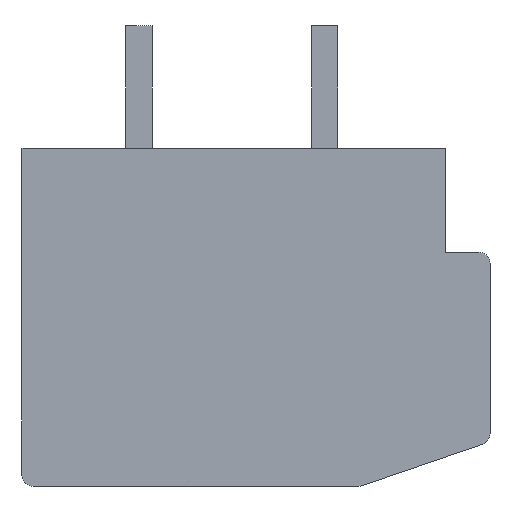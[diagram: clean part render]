
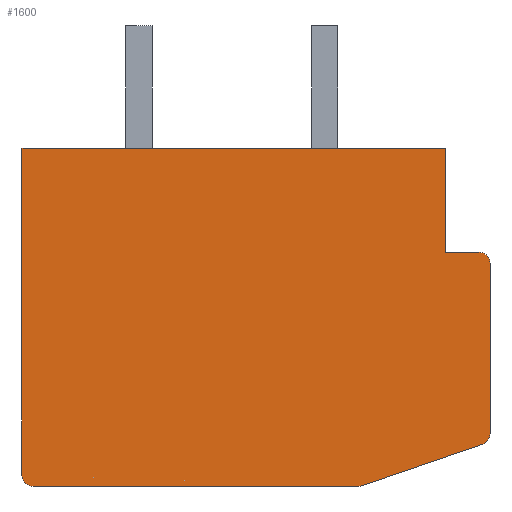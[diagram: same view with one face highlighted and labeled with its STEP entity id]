
A CAD part, front view. The second image highlights one B-rep face of the part: STEP entity #1600.
In plain terms, the highlighted planar face has unit normal (0, -1, 0).
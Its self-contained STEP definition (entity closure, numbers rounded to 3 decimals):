
#1=CARTESIAN_POINT('',(6.,-13.04,-3.136));
#2=DIRECTION('',(0.,-1.,0.));
#3=DIRECTION('',(0.324,0.,-0.946));
#4=AXIS2_PLACEMENT_3D('',#1,#2,#3);
#6=DIRECTION('',(-0.946,0.,-0.324));
#7=VECTOR('',#6,3.486);
#8=CARTESIAN_POINT('',(6.097,-13.04,-3.419));
#9=LINE('',#8,#7);
#10=DIRECTION('',(-1.,0.,0.));
#11=VECTOR('',#10,8.8);
#12=CARTESIAN_POINT('',(2.8,-13.04,-4.55));
#13=LINE('',#12,#11);
#14=CARTESIAN_POINT('',(-6.,-13.04,-4.25));
#15=DIRECTION('',(0.,-1.,0.));
#16=DIRECTION('',(-1.,0.,0.));
#17=AXIS2_PLACEMENT_3D('',#14,#15,#16);
#19=DIRECTION('',(0.,0.,1.));
#20=VECTOR('',#19,8.8);
#21=CARTESIAN_POINT('',(-6.3,-13.04,-4.25));
#22=LINE('',#21,#20);
#23=DIRECTION('',(1.,0.,0.));
#24=VECTOR('',#23,11.4);
#25=CARTESIAN_POINT('',(-6.3,-13.04,4.55));
#26=LINE('',#25,#24);
#27=DIRECTION('',(0.,0.,-1.));
#28=VECTOR('',#27,2.8);
#29=CARTESIAN_POINT('',(5.1,-13.04,4.55));
#30=LINE('',#29,#28);
#31=DIRECTION('',(1.,0.,0.));
#32=VECTOR('',#31,0.9);
#33=CARTESIAN_POINT('',(5.1,-13.04,1.75));
#34=LINE('',#33,#32);
#35=CARTESIAN_POINT('',(6.,-13.04,1.45));
#36=DIRECTION('',(0.,-1.,0.));
#37=DIRECTION('',(1.,0.,0.));
#38=AXIS2_PLACEMENT_3D('',#35,#36,#37);
#40=DIRECTION('',(0.,0.,-1.));
#41=VECTOR('',#40,4.586);
#42=CARTESIAN_POINT('',(6.3,-13.04,1.45));
#43=LINE('',#42,#41);
#1213=CARTESIAN_POINT('',(-6.3,-13.04,4.55));
#1214=CARTESIAN_POINT('',(5.1,-13.04,4.55));
#1215=VERTEX_POINT('',#1213);
#1216=VERTEX_POINT('',#1214);
#1217=CARTESIAN_POINT('',(5.1,-13.04,1.75));
#1218=VERTEX_POINT('',#1217);
#1219=CARTESIAN_POINT('',(6.097,-13.04,-3.419));
#1220=CARTESIAN_POINT('',(6.3,-13.04,-3.136));
#1221=VERTEX_POINT('',#1219);
#1222=VERTEX_POINT('',#1220);
#1223=CARTESIAN_POINT('',(6.3,-13.04,1.45));
#1224=CARTESIAN_POINT('',(6.,-13.04,1.75));
#1225=VERTEX_POINT('',#1223);
#1226=VERTEX_POINT('',#1224);
#1227=CARTESIAN_POINT('',(-6.3,-13.04,-4.25));
#1228=CARTESIAN_POINT('',(-6.,-13.04,-4.55));
#1229=VERTEX_POINT('',#1227);
#1230=VERTEX_POINT('',#1228);
#1231=CARTESIAN_POINT('',(2.8,-13.04,-4.55));
#1232=VERTEX_POINT('',#1231);
#1573=CARTESIAN_POINT('',(0.,-13.04,0.));
#1574=DIRECTION('',(0.,1.,0.));
#1575=DIRECTION('',(1.,0.,0.));
#1576=AXIS2_PLACEMENT_3D('',#1573,#1574,#1575);
#1577=PLANE('',#1576);
#1579=ORIENTED_EDGE('',*,*,#1578,.F.);
#1581=ORIENTED_EDGE('',*,*,#1580,.T.);
#1583=ORIENTED_EDGE('',*,*,#1582,.T.);
#1585=ORIENTED_EDGE('',*,*,#1584,.F.);
#1587=ORIENTED_EDGE('',*,*,#1586,.T.);
#1589=ORIENTED_EDGE('',*,*,#1588,.T.);
#1591=ORIENTED_EDGE('',*,*,#1590,.T.);
#1593=ORIENTED_EDGE('',*,*,#1592,.T.);
#1595=ORIENTED_EDGE('',*,*,#1594,.F.);
#1597=ORIENTED_EDGE('',*,*,#1596,.T.);
#1598=EDGE_LOOP('',(#1579,#1581,#1583,#1585,#1587,#1589,#1591,#1593,#1595,
#1597));
#1599=FACE_OUTER_BOUND('',#1598,.F.);
#1600=ADVANCED_FACE('',(#1599),#1577,.F.);
#5=CIRCLE('',#4,0.3);
#18=CIRCLE('',#17,0.3);
#39=CIRCLE('',#38,0.3);
#1578=EDGE_CURVE('',#1221,#1222,#5,.T.);
#1580=EDGE_CURVE('',#1221,#1232,#9,.T.);
#1582=EDGE_CURVE('',#1232,#1230,#13,.T.);
#1584=EDGE_CURVE('',#1229,#1230,#18,.T.);
#1586=EDGE_CURVE('',#1229,#1215,#22,.T.);
#1588=EDGE_CURVE('',#1215,#1216,#26,.T.);
#1590=EDGE_CURVE('',#1216,#1218,#30,.T.);
#1592=EDGE_CURVE('',#1218,#1226,#34,.T.);
#1594=EDGE_CURVE('',#1225,#1226,#39,.T.);
#1596=EDGE_CURVE('',#1225,#1222,#43,.T.);
